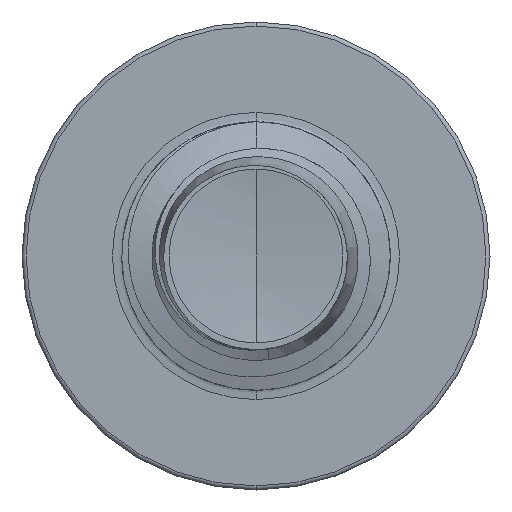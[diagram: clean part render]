
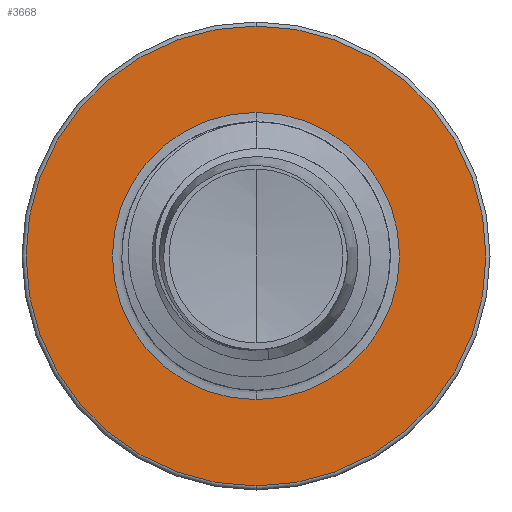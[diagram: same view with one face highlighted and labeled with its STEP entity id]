
A CAD part, front view. The second image highlights one B-rep face of the part: STEP entity #3668.
In plain terms, the highlighted planar face has unit normal (0, -1, 0).
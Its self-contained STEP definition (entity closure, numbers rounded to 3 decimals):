
#1329 = DIRECTION ( 'NONE',  ( 0., 0., 1. ) ) ;
#1353 = DIRECTION ( 'NONE',  ( 0., 1., 0. ) ) ;
#1375 = CARTESIAN_POINT ( 'NONE',  ( 0., 5., 0. ) ) ;
#1603 = EDGE_LOOP ( 'NONE', ( #5718, #8773 ) ) ;
#2099 = ORIENTED_EDGE ( 'NONE', *, *, #11689, .F. ) ;
#3291 = AXIS2_PLACEMENT_3D ( 'NONE', #8871, #8867, #8855 ) ;
#3668 = ADVANCED_FACE ( 'NONE', ( #14785, #11657 ), #4903, .F. ) ;
#3922 = VERTEX_POINT ( 'NONE', #15786 ) ;
#4516 = DIRECTION ( 'NONE',  ( 0., 0., 1. ) ) ;
#4534 = DIRECTION ( 'NONE',  ( 0., 1., 0. ) ) ;
#4840 = EDGE_CURVE ( 'NONE', #14641, #15078, #7055, .T. ) ;
#4843 = AXIS2_PLACEMENT_3D ( 'NONE', #1375, #1353, #1329 ) ;
#4903 = PLANE ( 'NONE',  #13776 ) ;
#5579 = CARTESIAN_POINT ( 'NONE',  ( 0., 5., -1.872 ) ) ;
#5718 = ORIENTED_EDGE ( 'NONE', *, *, #11060, .T. ) ;
#6720 = CIRCLE ( 'NONE', #15063, 1.872 ) ;
#7055 = CIRCLE ( 'NONE', #3291, 1.872 ) ;
#7285 = CARTESIAN_POINT ( 'NONE',  ( 0., 5., -1.872 ) ) ;
#7501 = DIRECTION ( 'NONE',  ( 0., 0., 1. ) ) ;
#7525 = DIRECTION ( 'NONE',  ( 0., 1., 0. ) ) ;
#7544 = CARTESIAN_POINT ( 'NONE',  ( 0., 5., 0. ) ) ;
#8516 = AXIS2_PLACEMENT_3D ( 'NONE', #7544, #7525, #7501 ) ;
#8773 = ORIENTED_EDGE ( 'NONE', *, *, #4840, .T. ) ;
#8855 = DIRECTION ( 'NONE',  ( 0., 0., 1. ) ) ;
#8867 = DIRECTION ( 'NONE',  ( 0., 1., 0. ) ) ;
#8871 = CARTESIAN_POINT ( 'NONE',  ( 0., 5., 0. ) ) ;
#9609 = CARTESIAN_POINT ( 'NONE',  ( 0., 5., 1.872 ) ) ;
#10040 = EDGE_CURVE ( 'NONE', #3922, #13886, #15906, .T. ) ;
#11060 = EDGE_CURVE ( 'NONE', #15078, #14641, #6720, .T. ) ;
#11657 = FACE_BOUND ( 'NONE', #1603, .T. ) ;
#11689 = EDGE_CURVE ( 'NONE', #13886, #3922, #13191, .T. ) ;
#11905 = DIRECTION ( 'NONE',  ( 0., 0., 1. ) ) ;
#11971 = DIRECTION ( 'NONE',  ( 0., 1., 0. ) ) ;
#12040 = CARTESIAN_POINT ( 'NONE',  ( 0., 5., 0. ) ) ;
#12155 = CARTESIAN_POINT ( 'NONE',  ( 0., 5., 2.998 ) ) ;
#13191 = CIRCLE ( 'NONE', #8516, 2.998 ) ;
#13776 = AXIS2_PLACEMENT_3D ( 'NONE', #7285, #4534, #4516 ) ;
#13886 = VERTEX_POINT ( 'NONE', #12155 ) ;
#14543 = ORIENTED_EDGE ( 'NONE', *, *, #10040, .F. ) ;
#14641 = VERTEX_POINT ( 'NONE', #5579 ) ;
#14785 = FACE_OUTER_BOUND ( 'NONE', #16522, .T. ) ;
#15063 = AXIS2_PLACEMENT_3D ( 'NONE', #12040, #11971, #11905 ) ;
#15078 = VERTEX_POINT ( 'NONE', #9609 ) ;
#15786 = CARTESIAN_POINT ( 'NONE',  ( 0., 5., -2.997 ) ) ;
#15906 = CIRCLE ( 'NONE', #4843, 2.998 ) ;
#16522 = EDGE_LOOP ( 'NONE', ( #2099, #14543 ) ) ;
